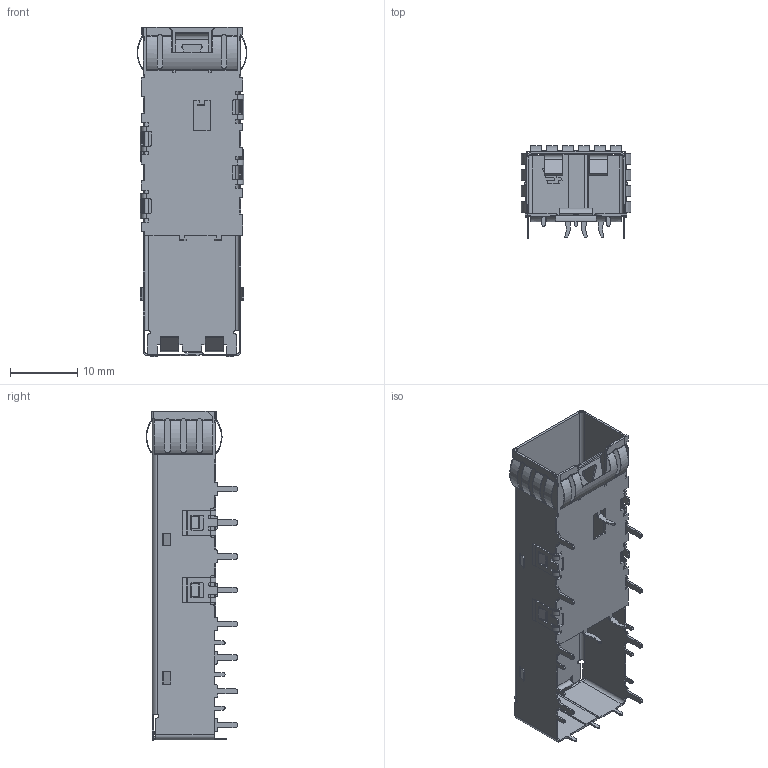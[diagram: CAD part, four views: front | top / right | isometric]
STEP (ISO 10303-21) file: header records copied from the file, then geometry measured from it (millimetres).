
FILE_DESCRIPTION((''),'2;1');
FILE_NAME('C-2007198-1','2012-02-17T',('workeradm'),('Tyco Electronics Ltd.'),'PRO/ENGINEER BY PARAMETRIC TECHNOLOGY CORPORATION, 2010430','PRO/ENGINEER BY PARAMETRIC TECHNOLOGY CORPORATION, 2010430','');
FILE_SCHEMA(('AUTOMOTIVE_DESIGN { 1 0 10303 214 1 1 1 1 }'));
Length unit declared in the file: millimetre
Products named in the file (1): C-2007198-1
Bounding box: 16.3 x 13.6 x 48.8 mm (x, y, z)
Volume: 568 mm3; surface area: 4869.5 mm2
Topology: 2 solids, 2 shells, 706 faces, 2227 edges, 1472 vertices
Faces by surface type: plane 450, cylinder 256
Entity records: 25342 total; most frequent: CARTESIAN_POINT 5037, ORIENTED_EDGE 4454, DIRECTION 3997, EDGE_CURVE 2227, VECTOR 1597, LINE 1597, VERTEX_POINT 1472, AXIS2_PLACEMENT_3D 1200
